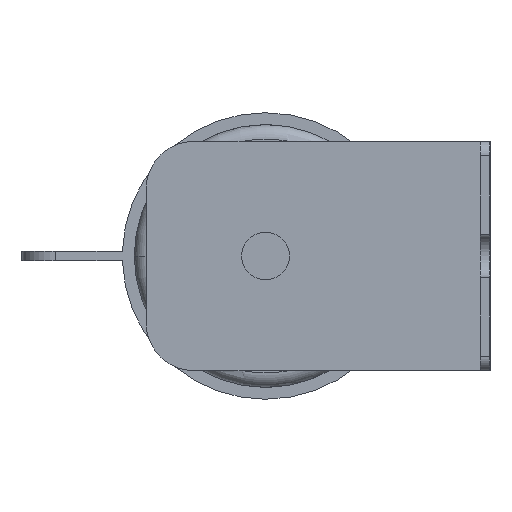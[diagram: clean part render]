
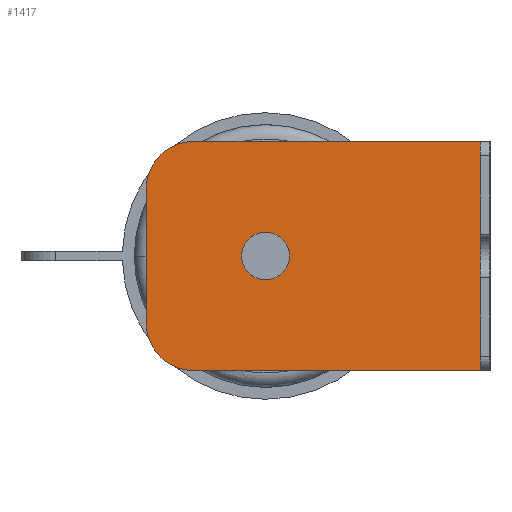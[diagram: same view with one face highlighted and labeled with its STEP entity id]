
A CAD part, left-side view. The second image highlights one B-rep face of the part: STEP entity #1417.
In plain terms, the highlighted planar face has unit normal (-1, 0, 0).
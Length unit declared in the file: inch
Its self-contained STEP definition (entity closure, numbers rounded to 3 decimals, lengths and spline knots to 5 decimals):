
#224 = VERTEX_POINT ( 'NONE', #2478 ) ;
#255 = CARTESIAN_POINT ( 'NONE',  ( -8.14961, 2.83465, 1.1811 ) ) ;
#301 = FACE_OUTER_BOUND ( 'NONE', #1897, .T. ) ;
#332 = EDGE_CURVE ( 'NONE', #390, #1753, #688, .T. ) ;
#390 = VERTEX_POINT ( 'NONE', #2085 ) ;
#447 = CARTESIAN_POINT ( 'NONE',  ( -8.14961, 2.44094, -0.94488 ) ) ;
#518 = DIRECTION ( 'NONE',  ( 0., 0., -1. ) ) ;
#533 = EDGE_CURVE ( 'NONE', #1753, #2307, #818, .T. ) ;
#547 = LINE ( 'NONE', #2652, #2173 ) ;
#618 = CIRCLE ( 'NONE', #2503, 0.3937 ) ;
#685 = PLANE ( 'NONE',  #2318 ) ;
#688 = CIRCLE ( 'NONE', #1723, 0.3937 ) ;
#711 = CARTESIAN_POINT ( 'NONE',  ( -8.14961, 2.83465, 0.94488 ) ) ;
#818 = LINE ( 'NONE', #2664, #1310 ) ;
#893 = DIRECTION ( 'NONE',  ( 0., 1., 0. ) ) ;
#998 = EDGE_CURVE ( 'NONE', #224, #2388, #1215, .T. ) ;
#1045 = VECTOR ( 'NONE', #518, 39.37008 ) ;
#1215 = LINE ( 'NONE', #711, #2210 ) ;
#1249 = EDGE_CURVE ( 'NONE', #2388, #2100, #618, .T. ) ;
#1283 = EDGE_CURVE ( 'NONE', #224, #2307, #547, .T. ) ;
#1310 = VECTOR ( 'NONE', #2267, 39.37008 ) ;
#1417 = ADVANCED_FACE ( 'NONE', ( #301 ), #685, .F. ) ;
#1455 = CARTESIAN_POINT ( 'NONE',  ( -8.14961, 2.83465, 0.55118 ) ) ;
#1531 = ORIENTED_EDGE ( 'NONE', *, *, #1249, .T. ) ;
#1539 = DIRECTION ( 'NONE',  ( 0., 1., 0. ) ) ;
#1582 = CARTESIAN_POINT ( 'NONE',  ( -8.14961, 2.44094, 0.94488 ) ) ;
#1589 = DIRECTION ( 'NONE',  ( 0., 1., 0. ) ) ;
#1723 = AXIS2_PLACEMENT_3D ( 'NONE', #1782, #2225, #1589 ) ;
#1753 = VERTEX_POINT ( 'NONE', #447 ) ;
#1782 = CARTESIAN_POINT ( 'NONE',  ( -8.14961, 2.44094, -0.55118 ) ) ;
#1897 = EDGE_LOOP ( 'NONE', ( #2115, #1531, #2646, #2081, #2577, #2006 ) ) ;
#2002 = CARTESIAN_POINT ( 'NONE',  ( -8.14961, 2.44094, 0.55118 ) ) ;
#2005 = CARTESIAN_POINT ( 'NONE',  ( -8.14961, 2.83465, 1.1811 ) ) ;
#2006 = ORIENTED_EDGE ( 'NONE', *, *, #1283, .F. ) ;
#2081 = ORIENTED_EDGE ( 'NONE', *, *, #332, .T. ) ;
#2085 = CARTESIAN_POINT ( 'NONE',  ( -8.14961, 2.83465, -0.55118 ) ) ;
#2100 = VERTEX_POINT ( 'NONE', #1455 ) ;
#2115 = ORIENTED_EDGE ( 'NONE', *, *, #998, .T. ) ;
#2171 = DIRECTION ( 'NONE',  ( 1., 0., 0. ) ) ;
#2173 = VECTOR ( 'NONE', #2347, 39.37008 ) ;
#2210 = VECTOR ( 'NONE', #1539, 39.37008 ) ;
#2225 = DIRECTION ( 'NONE',  ( -1., 0., 0. ) ) ;
#2267 = DIRECTION ( 'NONE',  ( 0., -1., 0. ) ) ;
#2307 = VERTEX_POINT ( 'NONE', #2399 ) ;
#2318 = AXIS2_PLACEMENT_3D ( 'NONE', #255, #2171, #893 ) ;
#2347 = DIRECTION ( 'NONE',  ( 0., 0., -1. ) ) ;
#2381 = EDGE_CURVE ( 'NONE', #2100, #390, #2750, .T. ) ;
#2388 = VERTEX_POINT ( 'NONE', #1582 ) ;
#2399 = CARTESIAN_POINT ( 'NONE',  ( -8.14961, 0.07874, -0.94488 ) ) ;
#2416 = DIRECTION ( 'NONE',  ( -1., 0., 0. ) ) ;
#2436 = DIRECTION ( 'NONE',  ( 0., 1., 0. ) ) ;
#2478 = CARTESIAN_POINT ( 'NONE',  ( -8.14961, 0.07874, 0.94488 ) ) ;
#2503 = AXIS2_PLACEMENT_3D ( 'NONE', #2002, #2416, #2436 ) ;
#2577 = ORIENTED_EDGE ( 'NONE', *, *, #533, .T. ) ;
#2646 = ORIENTED_EDGE ( 'NONE', *, *, #2381, .T. ) ;
#2652 = CARTESIAN_POINT ( 'NONE',  ( -8.14961, 0.07874, 1.1811 ) ) ;
#2664 = CARTESIAN_POINT ( 'NONE',  ( -8.14961, 2.83465, -0.94488 ) ) ;
#2750 = LINE ( 'NONE', #2005, #1045 ) ;
